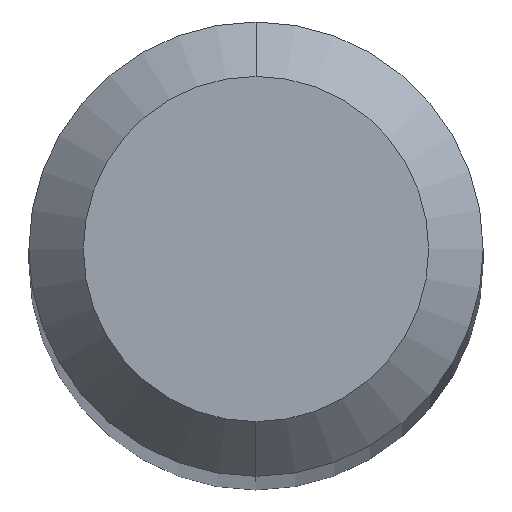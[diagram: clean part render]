
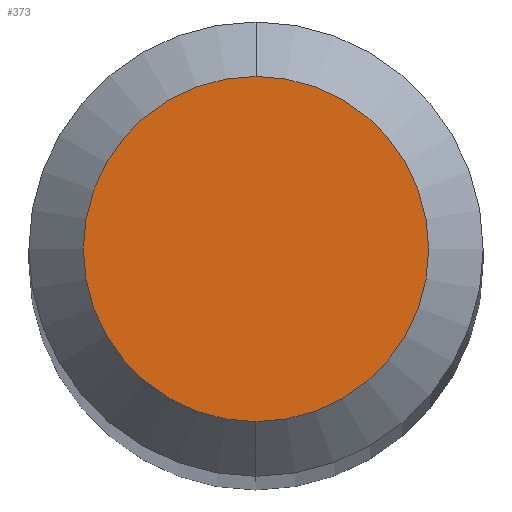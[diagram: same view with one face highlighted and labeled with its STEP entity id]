
A CAD part, top view. The second image highlights one B-rep face of the part: STEP entity #373.
In plain terms, the highlighted planar face has unit normal (0, 0, 1).
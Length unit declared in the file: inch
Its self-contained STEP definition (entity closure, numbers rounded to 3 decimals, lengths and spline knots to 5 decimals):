
#2 = CARTESIAN_POINT ( 'NONE',  ( 0., 0., 0. ) ) ;
#48 = DIRECTION ( 'NONE',  ( 0., 0., 1. ) ) ;
#68 = VERTEX_POINT ( 'NONE', #507 ) ;
#78 = AXIS2_PLACEMENT_3D ( 'NONE', #112, #354, #146 ) ;
#97 = CARTESIAN_POINT ( 'NONE',  ( 0., 0.0475, 0. ) ) ;
#112 = CARTESIAN_POINT ( 'NONE',  ( 0., 0., 0. ) ) ;
#146 = DIRECTION ( 'NONE',  ( 0., -1., 0. ) ) ;
#184 = AXIS2_PLACEMENT_3D ( 'NONE', #2, #48, #430 ) ;
#214 = CIRCLE ( 'NONE', #78, 0.0475 ) ;
#223 = EDGE_CURVE ( 'NONE', #530, #68, #214, .T. ) ;
#243 = AXIS2_PLACEMENT_3D ( 'NONE', #97, #262, #372 ) ;
#257 = FACE_OUTER_BOUND ( 'NONE', #379, .T. ) ;
#262 = DIRECTION ( 'NONE',  ( 0., 0., -1. ) ) ;
#289 = ORIENTED_EDGE ( 'NONE', *, *, #547, .T. ) ;
#307 = PLANE ( 'NONE',  #243 ) ;
#323 = ORIENTED_EDGE ( 'NONE', *, *, #223, .T. ) ;
#333 = CARTESIAN_POINT ( 'NONE',  ( 0., 0.0475, 0. ) ) ;
#354 = DIRECTION ( 'NONE',  ( 0., 0., 1. ) ) ;
#372 = DIRECTION ( 'NONE',  ( 0., 1., 0. ) ) ;
#373 = ADVANCED_FACE ( 'NONE', ( #257 ), #307, .F. ) ;
#379 = EDGE_LOOP ( 'NONE', ( #323, #289 ) ) ;
#425 = CIRCLE ( 'NONE', #184, 0.0475 ) ;
#430 = DIRECTION ( 'NONE',  ( 0., -1., 0. ) ) ;
#507 = CARTESIAN_POINT ( 'NONE',  ( 0., -0.0475, 0. ) ) ;
#530 = VERTEX_POINT ( 'NONE', #333 ) ;
#547 = EDGE_CURVE ( 'NONE', #68, #530, #425, .T. ) ;
